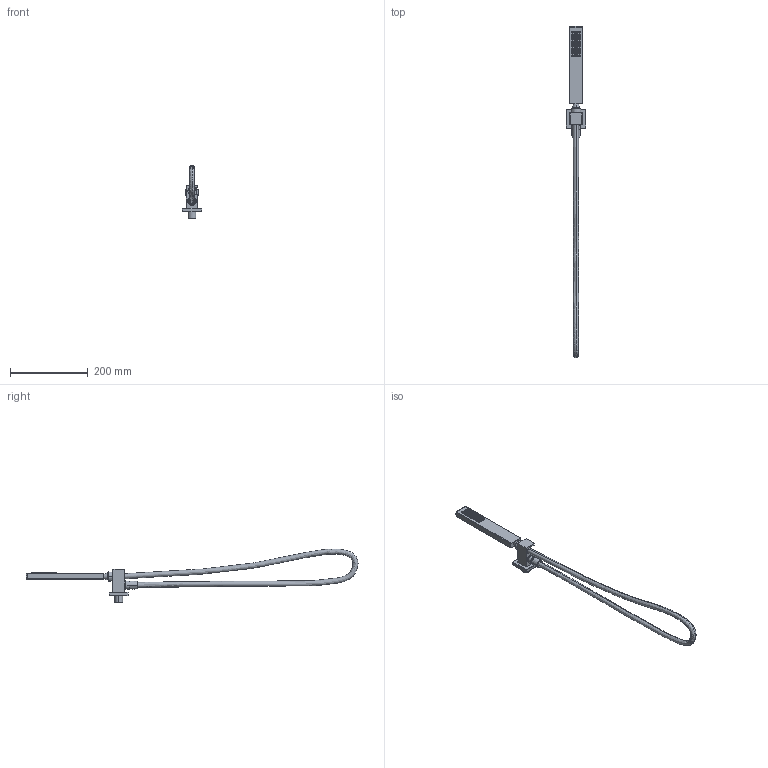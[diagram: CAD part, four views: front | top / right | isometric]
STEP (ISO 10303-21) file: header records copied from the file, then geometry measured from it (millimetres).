
FILE_DESCRIPTION (( 'STEP AP203' ), '1' );
FILE_NAME ('99HP02167.STEP', '2025-07-21T10:21:11', ( '' ), ( '' ), 'SwSTEP 2.0', 'SolidWorks 2021', '' );
FILE_SCHEMA (( 'CONFIG_CONTROL_DESIGN' ));
Length unit declared in the file: millimetre
Products named in the file (4): 99Z305011_CRSW0115; 99Z302169; 99HP02167; 99Z302133_BLAUTHERM 1
Assembly tree (3 placements, depth 2):
  99HP02167
    99Z302169
    99Z305011_CRSW0115
    99Z302133_BLAUTHERM 1
Bounding box: 49.75 x 851.98 x 138.28 mm (x, y, z)
Volume: 345440.9 mm3; surface area: 104205.8 mm2
Topology: 4 solids, 4 shells, 700 faces, 1711 edges, 1122 vertices
Faces by surface type: cylinder 338, plane 324, cone 15, sphere 10, bspline 9, torus 4
Entity records: 23548 total; most frequent: CARTESIAN_POINT 6110, DIRECTION 3746, ORIENTED_EDGE 3406, EDGE_CURVE 1703, AXIS2_PLACEMENT_3D 1393, VERTEX_POINT 1122, VECTOR 960, LINE 960
